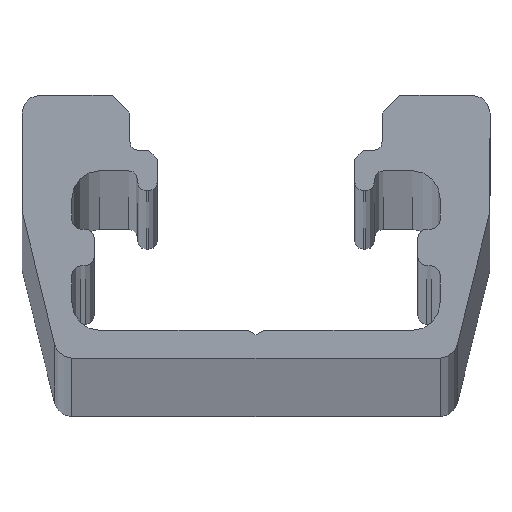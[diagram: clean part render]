
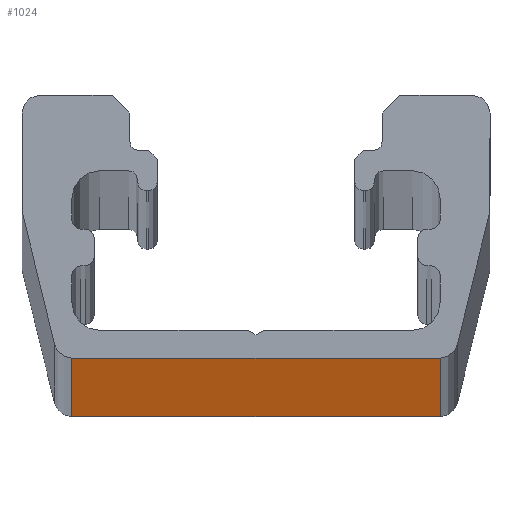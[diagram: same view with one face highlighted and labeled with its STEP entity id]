
A CAD part, top view. The second image highlights one B-rep face of the part: STEP entity #1024.
In plain terms, the highlighted planar face has unit normal (0, -1, 0).
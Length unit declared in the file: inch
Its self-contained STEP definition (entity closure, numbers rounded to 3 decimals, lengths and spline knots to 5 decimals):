
#20 = DIRECTION ( 'NONE',  ( 1., 0., 0. ) ) ;
#163 = VECTOR ( 'NONE', #1849, 39.37008 ) ;
#177 = PLANE ( 'NONE',  #920 ) ;
#341 = DIRECTION ( 'NONE',  ( 0., 0., 1. ) ) ;
#357 = VERTEX_POINT ( 'NONE', #2054 ) ;
#441 = ORIENTED_EDGE ( 'NONE', *, *, #773, .F. ) ;
#550 = EDGE_CURVE ( 'NONE', #357, #1754, #996, .T. ) ;
#555 = VERTEX_POINT ( 'NONE', #1918 ) ;
#580 = EDGE_CURVE ( 'NONE', #1824, #555, #1150, .T. ) ;
#686 = CARTESIAN_POINT ( 'NONE',  ( 0.62546, 0., -57. ) ) ;
#773 = EDGE_CURVE ( 'NONE', #357, #1824, #1012, .T. ) ;
#920 = AXIS2_PLACEMENT_3D ( 'NONE', #1678, #1154, #20 ) ;
#996 = LINE ( 'NONE', #1230, #1600 ) ;
#999 = LINE ( 'NONE', #686, #163 ) ;
#1012 = LINE ( 'NONE', #1847, #1790 ) ;
#1024 = ADVANCED_FACE ( 'NONE', ( #2167 ), #177, .T. ) ;
#1060 = CARTESIAN_POINT ( 'NONE',  ( -0.62546, 0., 57. ) ) ;
#1067 = ORIENTED_EDGE ( 'NONE', *, *, #550, .T. ) ;
#1085 = ORIENTED_EDGE ( 'NONE', *, *, #1721, .T. ) ;
#1108 = EDGE_LOOP ( 'NONE', ( #1965, #441, #1067, #1085 ) ) ;
#1150 = LINE ( 'NONE', #1060, #1289 ) ;
#1154 = DIRECTION ( 'NONE',  ( 0., -1., 0. ) ) ;
#1230 = CARTESIAN_POINT ( 'NONE',  ( -0.62546, 0., -57. ) ) ;
#1289 = VECTOR ( 'NONE', #1388, 39.37008 ) ;
#1388 = DIRECTION ( 'NONE',  ( 1., 0., 0. ) ) ;
#1399 = DIRECTION ( 'NONE',  ( 1., 0., 0. ) ) ;
#1600 = VECTOR ( 'NONE', #1399, 39.37008 ) ;
#1651 = CARTESIAN_POINT ( 'NONE',  ( -0.62546, 0., 57. ) ) ;
#1678 = CARTESIAN_POINT ( 'NONE',  ( -0.62546, 0., -57. ) ) ;
#1684 = CARTESIAN_POINT ( 'NONE',  ( 0.62546, 0., -57. ) ) ;
#1721 = EDGE_CURVE ( 'NONE', #1754, #555, #999, .T. ) ;
#1754 = VERTEX_POINT ( 'NONE', #1684 ) ;
#1790 = VECTOR ( 'NONE', #341, 39.37008 ) ;
#1824 = VERTEX_POINT ( 'NONE', #1651 ) ;
#1847 = CARTESIAN_POINT ( 'NONE',  ( -0.62546, 0., -57. ) ) ;
#1849 = DIRECTION ( 'NONE',  ( 0., 0., 1. ) ) ;
#1918 = CARTESIAN_POINT ( 'NONE',  ( 0.62546, 0., 57. ) ) ;
#1965 = ORIENTED_EDGE ( 'NONE', *, *, #580, .F. ) ;
#2054 = CARTESIAN_POINT ( 'NONE',  ( -0.62546, 0., -57. ) ) ;
#2167 = FACE_OUTER_BOUND ( 'NONE', #1108, .T. ) ;
